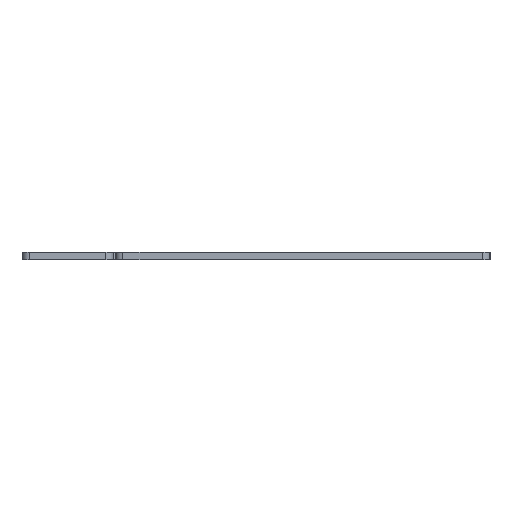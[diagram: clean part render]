
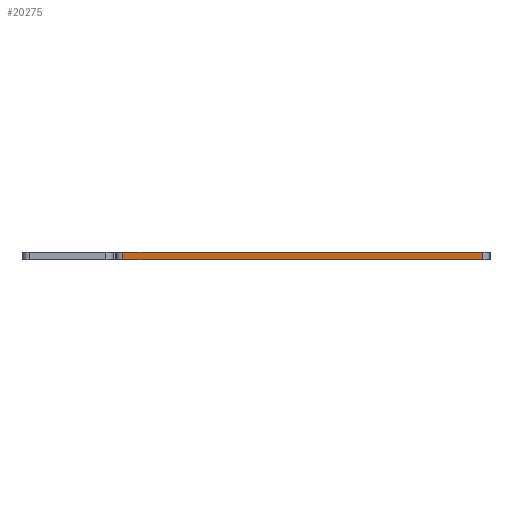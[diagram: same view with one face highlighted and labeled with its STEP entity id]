
A CAD part, left-side view. The second image highlights one B-rep face of the part: STEP entity #20275.
In plain terms, the highlighted planar face has unit normal (-1, 0, 0).
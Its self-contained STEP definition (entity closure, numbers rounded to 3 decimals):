
#84 = PLANE('',#85);
#85 = AXIS2_PLACEMENT_3D('',#86,#87,#88);
#86 = CARTESIAN_POINT('',(134.386,-81.813,1.6));
#87 = DIRECTION('',(0.,0.,1.));
#88 = DIRECTION('',(1.,0.,-0.));
#139 = PLANE('',#140);
#140 = AXIS2_PLACEMENT_3D('',#141,#142,#143);
#141 = CARTESIAN_POINT('',(134.386,-81.813,0.));
#142 = DIRECTION('',(0.,0.,1.));
#143 = DIRECTION('',(1.,0.,-0.));
#649 = VERTEX_POINT('',#650);
#650 = CARTESIAN_POINT('',(35.366,-53.465,0.));
#665 = CYLINDRICAL_SURFACE('',#666,1.5);
#666 = AXIS2_PLACEMENT_3D('',#667,#668,#669);
#667 = CARTESIAN_POINT('',(36.866,-53.465,0.));
#668 = DIRECTION('',(-0.,-0.,-1.));
#669 = DIRECTION('',(1.,0.,-0.));
#677 = EDGE_CURVE('',#678,#649,#680,.T.);
#678 = VERTEX_POINT('',#679);
#679 = CARTESIAN_POINT('',(35.366,-126.665,0.));
#680 = SURFACE_CURVE('',#681,(#685,#692),.PCURVE_S1.);
#681 = LINE('',#682,#683);
#682 = CARTESIAN_POINT('',(35.366,-126.665,0.));
#683 = VECTOR('',#684,1.);
#684 = DIRECTION('',(0.,1.,0.));
#685 = PCURVE('',#139,#686);
#686 = DEFINITIONAL_REPRESENTATION('',(#687),#691);
#687 = LINE('',#688,#689);
#688 = CARTESIAN_POINT('',(-99.02,-44.852));
#689 = VECTOR('',#690,1.);
#690 = DIRECTION('',(0.,1.));
#691 = ( GEOMETRIC_REPRESENTATION_CONTEXT(2) 
PARAMETRIC_REPRESENTATION_CONTEXT() REPRESENTATION_CONTEXT('2D SPACE',''
  ) );
#692 = PCURVE('',#693,#698);
#693 = PLANE('',#694);
#694 = AXIS2_PLACEMENT_3D('',#695,#696,#697);
#695 = CARTESIAN_POINT('',(35.366,-126.665,0.));
#696 = DIRECTION('',(-1.,0.,0.));
#697 = DIRECTION('',(0.,1.,0.));
#698 = DEFINITIONAL_REPRESENTATION('',(#699),#703);
#699 = LINE('',#700,#701);
#700 = CARTESIAN_POINT('',(0.,0.));
#701 = VECTOR('',#702,1.);
#702 = DIRECTION('',(1.,0.));
#703 = ( GEOMETRIC_REPRESENTATION_CONTEXT(2) 
PARAMETRIC_REPRESENTATION_CONTEXT() REPRESENTATION_CONTEXT('2D SPACE',''
  ) );
#722 = CYLINDRICAL_SURFACE('',#723,1.5);
#723 = AXIS2_PLACEMENT_3D('',#724,#725,#726);
#724 = CARTESIAN_POINT('',(36.866,-126.665,0.));
#725 = DIRECTION('',(-0.,-0.,-1.));
#726 = DIRECTION('',(1.,0.,-0.));
#11250 = VERTEX_POINT('',#11251);
#11251 = CARTESIAN_POINT('',(35.366,-53.465,1.6));
#11273 = EDGE_CURVE('',#11274,#11250,#11276,.T.);
#11274 = VERTEX_POINT('',#11275);
#11275 = CARTESIAN_POINT('',(35.366,-126.665,1.6));
#11276 = SURFACE_CURVE('',#11277,(#11281,#11288),.PCURVE_S1.);
#11277 = LINE('',#11278,#11279);
#11278 = CARTESIAN_POINT('',(35.366,-126.665,1.6));
#11279 = VECTOR('',#11280,1.);
#11280 = DIRECTION('',(0.,1.,0.));
#11281 = PCURVE('',#84,#11282);
#11282 = DEFINITIONAL_REPRESENTATION('',(#11283),#11287);
#11283 = LINE('',#11284,#11285);
#11284 = CARTESIAN_POINT('',(-99.02,-44.852));
#11285 = VECTOR('',#11286,1.);
#11286 = DIRECTION('',(0.,1.));
#11287 = ( GEOMETRIC_REPRESENTATION_CONTEXT(2) 
PARAMETRIC_REPRESENTATION_CONTEXT() REPRESENTATION_CONTEXT('2D SPACE',''
  ) );
#11288 = PCURVE('',#693,#11289);
#11289 = DEFINITIONAL_REPRESENTATION('',(#11290),#11294);
#11290 = LINE('',#11291,#11292);
#11291 = CARTESIAN_POINT('',(0.,-1.6));
#11292 = VECTOR('',#11293,1.);
#11293 = DIRECTION('',(1.,0.));
#11294 = ( GEOMETRIC_REPRESENTATION_CONTEXT(2) 
PARAMETRIC_REPRESENTATION_CONTEXT() REPRESENTATION_CONTEXT('2D SPACE',''
  ) );
#20252 = EDGE_CURVE('',#678,#11274,#20253,.T.);
#20253 = SURFACE_CURVE('',#20254,(#20258,#20265),.PCURVE_S1.);
#20254 = LINE('',#20255,#20256);
#20255 = CARTESIAN_POINT('',(35.366,-126.665,0.));
#20256 = VECTOR('',#20257,1.);
#20257 = DIRECTION('',(0.,0.,1.));
#20258 = PCURVE('',#722,#20259);
#20259 = DEFINITIONAL_REPRESENTATION('',(#20260),#20264);
#20260 = LINE('',#20261,#20262);
#20261 = CARTESIAN_POINT('',(-3.142,0.));
#20262 = VECTOR('',#20263,1.);
#20263 = DIRECTION('',(-0.,-1.));
#20264 = ( GEOMETRIC_REPRESENTATION_CONTEXT(2) 
PARAMETRIC_REPRESENTATION_CONTEXT() REPRESENTATION_CONTEXT('2D SPACE',''
  ) );
#20265 = PCURVE('',#693,#20266);
#20266 = DEFINITIONAL_REPRESENTATION('',(#20267),#20271);
#20267 = LINE('',#20268,#20269);
#20268 = CARTESIAN_POINT('',(0.,0.));
#20269 = VECTOR('',#20270,1.);
#20270 = DIRECTION('',(0.,-1.));
#20271 = ( GEOMETRIC_REPRESENTATION_CONTEXT(2) 
PARAMETRIC_REPRESENTATION_CONTEXT() REPRESENTATION_CONTEXT('2D SPACE',''
  ) );
#20275 = ADVANCED_FACE('',(#20276),#693,.T.);
#20276 = FACE_BOUND('',#20277,.T.);
#20277 = EDGE_LOOP('',(#20278,#20279,#20280,#20301));
#20278 = ORIENTED_EDGE('',*,*,#20252,.T.);
#20279 = ORIENTED_EDGE('',*,*,#11273,.T.);
#20280 = ORIENTED_EDGE('',*,*,#20281,.F.);
#20281 = EDGE_CURVE('',#649,#11250,#20282,.T.);
#20282 = SURFACE_CURVE('',#20283,(#20287,#20294),.PCURVE_S1.);
#20283 = LINE('',#20284,#20285);
#20284 = CARTESIAN_POINT('',(35.366,-53.465,0.));
#20285 = VECTOR('',#20286,1.);
#20286 = DIRECTION('',(0.,0.,1.));
#20287 = PCURVE('',#693,#20288);
#20288 = DEFINITIONAL_REPRESENTATION('',(#20289),#20293);
#20289 = LINE('',#20290,#20291);
#20290 = CARTESIAN_POINT('',(73.2,0.));
#20291 = VECTOR('',#20292,1.);
#20292 = DIRECTION('',(0.,-1.));
#20293 = ( GEOMETRIC_REPRESENTATION_CONTEXT(2) 
PARAMETRIC_REPRESENTATION_CONTEXT() REPRESENTATION_CONTEXT('2D SPACE',''
  ) );
#20294 = PCURVE('',#665,#20295);
#20295 = DEFINITIONAL_REPRESENTATION('',(#20296),#20300);
#20296 = LINE('',#20297,#20298);
#20297 = CARTESIAN_POINT('',(-3.142,0.));
#20298 = VECTOR('',#20299,1.);
#20299 = DIRECTION('',(-0.,-1.));
#20300 = ( GEOMETRIC_REPRESENTATION_CONTEXT(2) 
PARAMETRIC_REPRESENTATION_CONTEXT() REPRESENTATION_CONTEXT('2D SPACE',''
  ) );
#20301 = ORIENTED_EDGE('',*,*,#677,.F.);
